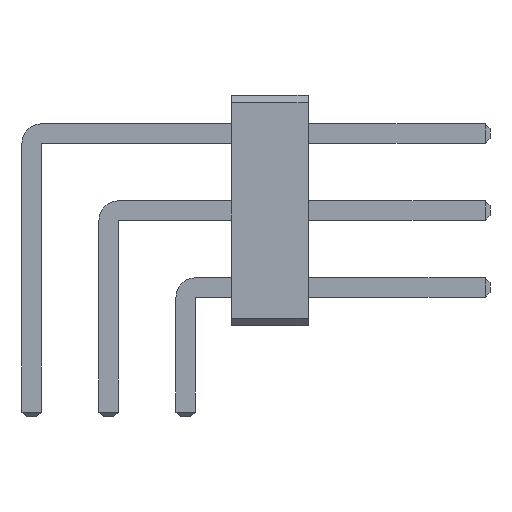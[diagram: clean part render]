
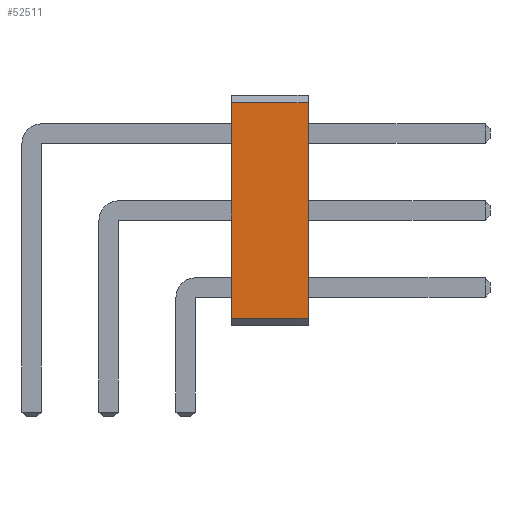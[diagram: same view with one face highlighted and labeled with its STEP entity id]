
A CAD part, front view. The second image highlights one B-rep face of the part: STEP entity #52511.
In plain terms, the highlighted planar face has unit normal (0, -1, 0).
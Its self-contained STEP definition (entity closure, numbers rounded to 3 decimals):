
#52511 = ADVANCED_FACE('',(#52512),#52546,.T.);
#52512 = FACE_BOUND('',#52513,.T.);
#52513 = EDGE_LOOP('',(#52514,#52524,#52532,#52540));
#52514 = ORIENTED_EDGE('',*,*,#52515,.T.);
#52515 = EDGE_CURVE('',#52516,#52518,#52520,.T.);
#52516 = VERTEX_POINT('',#52517);
#52517 = CARTESIAN_POINT('',(6.58,-67.31,0.254));
#52518 = VERTEX_POINT('',#52519);
#52519 = CARTESIAN_POINT('',(9.12,-67.31,0.254));
#52520 = LINE('',#52521,#52522);
#52521 = CARTESIAN_POINT('',(6.58,-67.31,0.254));
#52522 = VECTOR('',#52523,1.);
#52523 = DIRECTION('',(1.,0.,0.));
#52524 = ORIENTED_EDGE('',*,*,#52525,.T.);
#52525 = EDGE_CURVE('',#52518,#52526,#52528,.T.);
#52526 = VERTEX_POINT('',#52527);
#52527 = CARTESIAN_POINT('',(9.12,-67.31,7.366));
#52528 = LINE('',#52529,#52530);
#52529 = CARTESIAN_POINT('',(9.12,-67.31,0.254));
#52530 = VECTOR('',#52531,1.);
#52531 = DIRECTION('',(0.,0.,1.));
#52532 = ORIENTED_EDGE('',*,*,#52533,.F.);
#52533 = EDGE_CURVE('',#52534,#52526,#52536,.T.);
#52534 = VERTEX_POINT('',#52535);
#52535 = CARTESIAN_POINT('',(6.58,-67.31,7.366));
#52536 = LINE('',#52537,#52538);
#52537 = CARTESIAN_POINT('',(6.58,-67.31,7.366));
#52538 = VECTOR('',#52539,1.);
#52539 = DIRECTION('',(1.,0.,0.));
#52540 = ORIENTED_EDGE('',*,*,#52541,.F.);
#52541 = EDGE_CURVE('',#52516,#52534,#52542,.T.);
#52542 = LINE('',#52543,#52544);
#52543 = CARTESIAN_POINT('',(6.58,-67.31,0.254));
#52544 = VECTOR('',#52545,1.);
#52545 = DIRECTION('',(0.,0.,1.));
#52546 = PLANE('',#52547);
#52547 = AXIS2_PLACEMENT_3D('',#52548,#52549,#52550);
#52548 = CARTESIAN_POINT('',(6.58,-67.31,0.254));
#52549 = DIRECTION('',(0.,-1.,0.));
#52550 = DIRECTION('',(0.,0.,1.));
